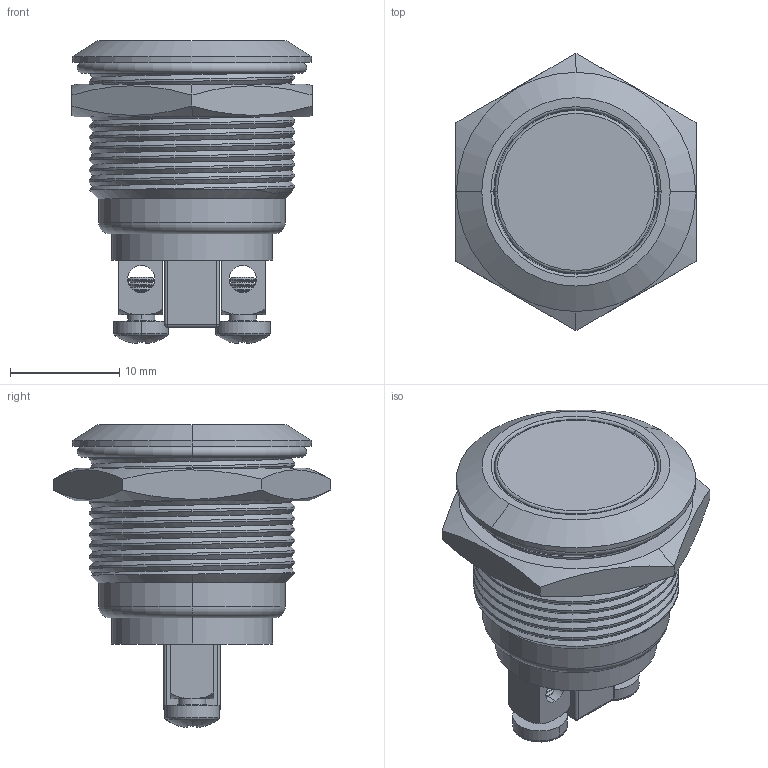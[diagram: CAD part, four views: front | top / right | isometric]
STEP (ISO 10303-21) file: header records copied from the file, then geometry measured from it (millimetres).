
FILE_DESCRIPTION (( 'STEP AP214' ), '1' );
FILE_NAME ('PB19NO.STEP', '2021-08-02T06:52:18', ( '' ), ( '' ), 'SwSTEP 2.0', 'SolidWorks 2020', '' );
FILE_SCHEMA (( 'AUTOMOTIVE_DESIGN' ));
Length unit declared in the file: millimetre
Products named in the file (5): ISO 7045 - M2.5 x 4 - Z --- 4S_ISO 7045 - M2.5 x 4 - Z --- 4S; BP-BOUTON POUSSOIR INOX_PB19NO; BP-ECROU; BP-JOINT_COMPRESSE; PB19NO
Assembly tree (5 placements, depth 2):
  PB19NO
    BP-BOUTON POUSSOIR INOX_PB19NO
    BP-ECROU
    BP-JOINT_COMPRESSE
    ISO 7045 - M2.5 x 4 - Z --- 4S_ISO 7045 - M2.5 x 4 - Z --- 4S  x2
Bounding box: 22 x 25.4 x 27.75 mm (x, y, z)
Volume: 5970.1 mm3; surface area: 3935.7 mm2
Topology: 5 solids, 5 shells, 298 faces, 755 edges, 468 vertices
Faces by surface type: cylinder 92, cone 90, plane 76, torus 28, sphere 8, bspline 4
Entity records: 9164 total; most frequent: CARTESIAN_POINT 3725, DIRECTION 1063, ORIENTED_EDGE 1054, EDGE_CURVE 527, AXIS2_PLACEMENT_3D 440, VERTEX_POINT 330, EDGE_LOOP 229, CIRCLE 225
